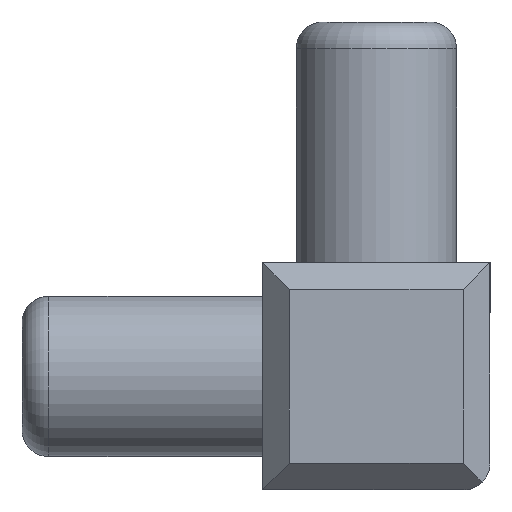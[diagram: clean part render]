
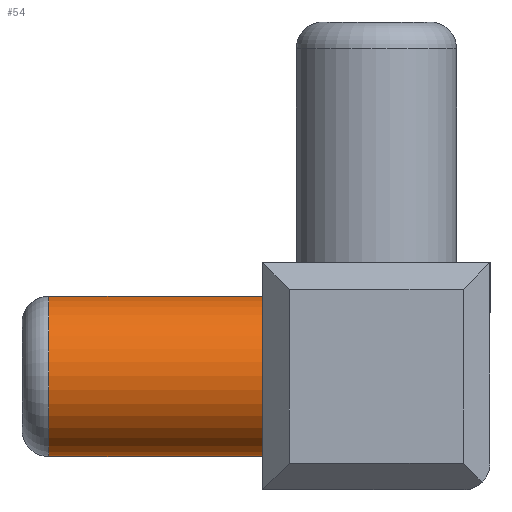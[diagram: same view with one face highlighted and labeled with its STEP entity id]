
A CAD part, left-side view. The second image highlights one B-rep face of the part: STEP entity #54.
In plain terms, the highlighted cylindrical face has radius 3 mm (diameter 6 mm), a full revolution.
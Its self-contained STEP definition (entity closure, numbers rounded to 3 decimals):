
#54=ADVANCED_FACE('',(#91,#93),#95,.T.);
#91=FACE_OUTER_BOUND('',#92,.T.);
#92=EDGE_LOOP('',(#299));
#93=FACE_OUTER_BOUND('',#94,.T.);
#94=EDGE_LOOP('',(#300));
#95=CYLINDRICAL_SURFACE('',#96,3.);
#96=AXIS2_PLACEMENT_3D('',#97,#98,#99);
#97=CARTESIAN_POINT('',(-41.,8.5,0.));
#98=DIRECTION('',(0.,1.,0.));
#99=DIRECTION('',(0.,0.,-1.));
#299=ORIENTED_EDGE('',*,*,#389,.F.);
#300=ORIENTED_EDGE('',*,*,#388,.T.);
#388=EDGE_CURVE('',#438,#438,#439,.T.);
#389=EDGE_CURVE('',#440,#440,#441,.T.);
#438=VERTEX_POINT('',#526);
#439=CIRCLE('',#527,3.);
#440=VERTEX_POINT('',#531);
#441=CIRCLE('',#532,3.);
#526=CARTESIAN_POINT('',(-41.,8.5,-3.));
#527=AXIS2_PLACEMENT_3D('',#528,#529,#530);
#528=CARTESIAN_POINT('',(-41.,8.5,0.));
#529=DIRECTION('',(0.,1.,0.));
#530=DIRECTION('',(0.,0.,-1.));
#531=CARTESIAN_POINT('',(-41.,16.5,-3.));
#532=AXIS2_PLACEMENT_3D('',#533,#534,#535);
#533=CARTESIAN_POINT('',(-41.,16.5,0.));
#534=DIRECTION('',(0.,1.,0.));
#535=DIRECTION('',(0.,0.,-1.));
